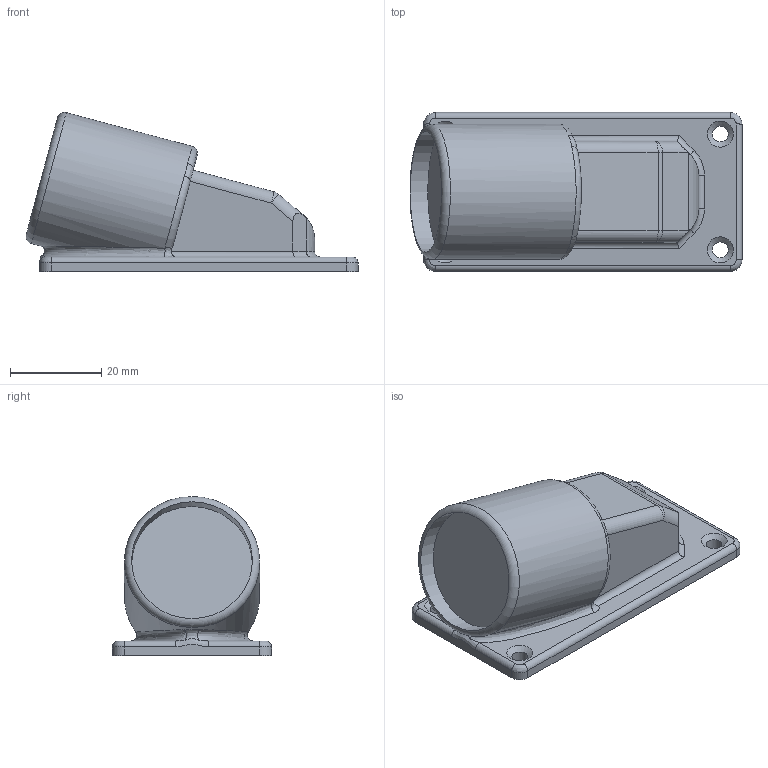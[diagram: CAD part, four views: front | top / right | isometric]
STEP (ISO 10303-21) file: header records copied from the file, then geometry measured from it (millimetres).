
FILE_DESCRIPTION(/* description */ (''),/* implementation_level */ '2;1');
FILE_NAME(/* name */ 'HUD Camera v1.step',/* time_stamp */ '2020-12-01T17:48:09+10:00',/* author */ (''),/* organization */ (''),/* preprocessor_version */ 'ST-DEVELOPER v18.1',/* originating_system */ 'Autodesk Translation Framework v9.3.0.1241',/* authorisation */ '');
FILE_SCHEMA (('AUTOMOTIVE_DESIGN { 1 0 10303 214 3 1 1 }'));
Length unit declared in the file: inch
Products named in the file (1): HUD Camera
Bounding box: 72.87 x 34.92 x 34.91 mm (x, y, z)
Volume: 36401.8 mm3; surface area: 9454.6 mm2
Topology: 1 solids, 1 shells, 71 faces, 175 edges, 104 vertices
Faces by surface type: cylinder 28, plane 17, bspline 14, torus 6, cone 4, sphere 2
Full cylindrical faces by diameter (mm): 3.454 x4, 26.539 x1, 29.714 x1
Entity records: 3357 total; most frequent: CARTESIAN_POINT 1685, ORIENTED_EDGE 346, DIRECTION 345, EDGE_CURVE 173, AXIS2_PLACEMENT_3D 140, VERTEX_POINT 104, EDGE_LOOP 79, CIRCLE 72
